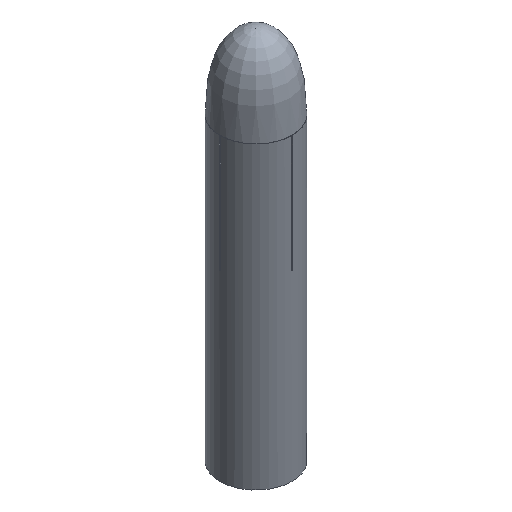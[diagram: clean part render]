
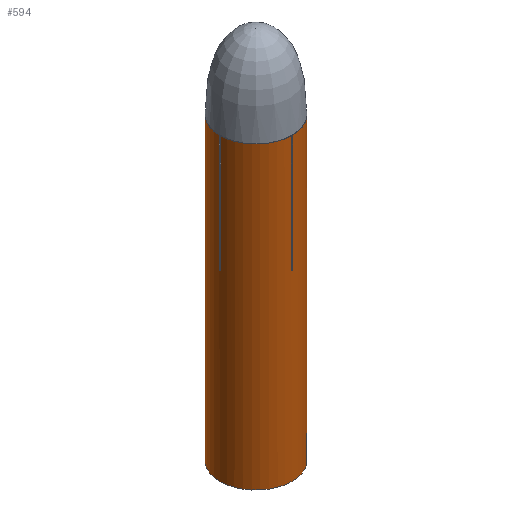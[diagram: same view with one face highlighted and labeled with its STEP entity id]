
A CAD part, isometric view. The second image highlights one B-rep face of the part: STEP entity #594.
In plain terms, the highlighted cylindrical face has radius 12 mm (diameter 24 mm), a partial arc.
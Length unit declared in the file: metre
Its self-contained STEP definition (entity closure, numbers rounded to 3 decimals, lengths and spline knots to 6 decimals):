
#25=CYLINDRICAL_SURFACE('',#662,0.012);
#27=CIRCLE('',#651,0.012);
#28=CIRCLE('',#652,0.012);
#29=CIRCLE('',#654,0.012);
#36=CIRCLE('',#663,0.012);
#37=CIRCLE('',#664,0.012);
#38=CIRCLE('',#665,0.012);
#39=CIRCLE('',#666,0.012);
#40=CIRCLE('',#667,0.012);
#41=CIRCLE('',#668,0.012);
#42=CIRCLE('',#669,0.012);
#43=CIRCLE('',#670,0.012);
#44=CIRCLE('',#671,0.012);
#45=CIRCLE('',#672,0.012);
#46=CIRCLE('',#673,0.012);
#73=ORIENTED_EDGE('',*,*,#243,.F.);
#74=ORIENTED_EDGE('',*,*,#244,.T.);
#75=ORIENTED_EDGE('',*,*,#227,.F.);
#76=ORIENTED_EDGE('',*,*,#245,.T.);
#77=ORIENTED_EDGE('',*,*,#246,.T.);
#78=ORIENTED_EDGE('',*,*,#247,.T.);
#79=ORIENTED_EDGE('',*,*,#248,.F.);
#80=ORIENTED_EDGE('',*,*,#249,.F.);
#81=ORIENTED_EDGE('',*,*,#250,.F.);
#82=ORIENTED_EDGE('',*,*,#251,.F.);
#83=ORIENTED_EDGE('',*,*,#252,.T.);
#84=ORIENTED_EDGE('',*,*,#253,.T.);
#85=ORIENTED_EDGE('',*,*,#254,.F.);
#86=ORIENTED_EDGE('',*,*,#255,.T.);
#87=ORIENTED_EDGE('',*,*,#256,.F.);
#88=ORIENTED_EDGE('',*,*,#257,.F.);
#89=ORIENTED_EDGE('',*,*,#258,.T.);
#90=ORIENTED_EDGE('',*,*,#259,.F.);
#91=ORIENTED_EDGE('',*,*,#223,.F.);
#92=ORIENTED_EDGE('',*,*,#260,.F.);
#93=ORIENTED_EDGE('',*,*,#261,.F.);
#94=ORIENTED_EDGE('',*,*,#262,.T.);
#95=ORIENTED_EDGE('',*,*,#263,.F.);
#96=ORIENTED_EDGE('',*,*,#264,.F.);
#97=ORIENTED_EDGE('',*,*,#265,.F.);
#98=ORIENTED_EDGE('',*,*,#266,.T.);
#99=ORIENTED_EDGE('',*,*,#229,.F.);
#100=ORIENTED_EDGE('',*,*,#267,.F.);
#223=EDGE_CURVE('',#309,#310,#27,.T.);
#227=EDGE_CURVE('',#313,#307,#28,.T.);
#229=EDGE_CURVE('',#314,#316,#29,.T.);
#243=EDGE_CURVE('',#327,#328,#36,.T.);
#244=EDGE_CURVE('',#327,#307,#378,.T.);
#245=EDGE_CURVE('',#313,#329,#379,.T.);
#246=EDGE_CURVE('',#329,#330,#37,.T.);
#247=EDGE_CURVE('',#330,#331,#380,.T.);
#248=EDGE_CURVE('',#332,#331,#38,.T.);
#249=EDGE_CURVE('',#333,#332,#381,.F.);
#250=EDGE_CURVE('',#334,#333,#39,.T.);
#251=EDGE_CURVE('',#335,#334,#382,.F.);
#252=EDGE_CURVE('',#335,#336,#40,.T.);
#253=EDGE_CURVE('',#336,#337,#383,.F.);
#254=EDGE_CURVE('',#338,#337,#41,.T.);
#255=EDGE_CURVE('',#338,#339,#384,.F.);
#256=EDGE_CURVE('',#340,#339,#42,.T.);
#257=EDGE_CURVE('',#341,#340,#385,.T.);
#258=EDGE_CURVE('',#341,#342,#43,.T.);
#259=EDGE_CURVE('',#310,#342,#386,.T.);
#260=EDGE_CURVE('',#343,#309,#387,.T.);
#261=EDGE_CURVE('',#344,#343,#44,.T.);
#262=EDGE_CURVE('',#344,#345,#388,.T.);
#263=EDGE_CURVE('',#346,#345,#45,.T.);
#264=EDGE_CURVE('',#347,#346,#389,.T.);
#265=EDGE_CURVE('',#348,#347,#46,.T.);
#266=EDGE_CURVE('',#348,#316,#390,.T.);
#267=EDGE_CURVE('',#328,#314,#391,.T.);
#307=VERTEX_POINT('',#884);
#309=VERTEX_POINT('',#888);
#310=VERTEX_POINT('',#890);
#313=VERTEX_POINT('',#896);
#314=VERTEX_POINT('',#900);
#316=VERTEX_POINT('',#903);
#327=VERTEX_POINT('',#930);
#328=VERTEX_POINT('',#931);
#329=VERTEX_POINT('',#934);
#330=VERTEX_POINT('',#936);
#331=VERTEX_POINT('',#938);
#332=VERTEX_POINT('',#940);
#333=VERTEX_POINT('',#942);
#334=VERTEX_POINT('',#944);
#335=VERTEX_POINT('',#946);
#336=VERTEX_POINT('',#948);
#337=VERTEX_POINT('',#950);
#338=VERTEX_POINT('',#952);
#339=VERTEX_POINT('',#954);
#340=VERTEX_POINT('',#956);
#341=VERTEX_POINT('',#958);
#342=VERTEX_POINT('',#960);
#343=VERTEX_POINT('',#963);
#344=VERTEX_POINT('',#965);
#345=VERTEX_POINT('',#967);
#346=VERTEX_POINT('',#969);
#347=VERTEX_POINT('',#971);
#348=VERTEX_POINT('',#973);
#378=LINE('',#932,#442);
#379=LINE('',#933,#443);
#380=LINE('',#937,#444);
#381=LINE('',#941,#445);
#382=LINE('',#945,#446);
#383=LINE('',#949,#447);
#384=LINE('',#953,#448);
#385=LINE('',#957,#449);
#386=LINE('',#961,#450);
#387=LINE('',#962,#451);
#388=LINE('',#966,#452);
#389=LINE('',#970,#453);
#390=LINE('',#974,#454);
#391=LINE('',#975,#455);
#442=VECTOR('',#749,1.);
#443=VECTOR('',#750,1.);
#444=VECTOR('',#753,1.);
#445=VECTOR('',#756,1.);
#446=VECTOR('',#759,1.);
#447=VECTOR('',#762,1.);
#448=VECTOR('',#765,1.);
#449=VECTOR('',#768,1.);
#450=VECTOR('',#771,1.);
#451=VECTOR('',#772,1.);
#452=VECTOR('',#775,1.);
#453=VECTOR('',#778,1.);
#454=VECTOR('',#781,1.);
#455=VECTOR('',#782,1.);
#497=EDGE_LOOP('',(#73,#74,#75,#76,#77,#78,#79,#80,#81,#82,#83,#84,#85,
#86,#87,#88,#89,#90,#91,#92,#93,#94,#95,#96,#97,#98,#99,#100));
#531=FACE_BOUND('',#497,.T.);
#594=ADVANCED_FACE('',(#531),#25,.T.);
#651=AXIS2_PLACEMENT_3D('',#889,#712,#713);
#652=AXIS2_PLACEMENT_3D('',#897,#717,#718);
#654=AXIS2_PLACEMENT_3D('',#902,#722,#723);
#662=AXIS2_PLACEMENT_3D('',#928,#745,#746);
#663=AXIS2_PLACEMENT_3D('',#929,#747,#748);
#664=AXIS2_PLACEMENT_3D('',#935,#751,#752);
#665=AXIS2_PLACEMENT_3D('',#939,#754,#755);
#666=AXIS2_PLACEMENT_3D('',#943,#757,#758);
#667=AXIS2_PLACEMENT_3D('',#947,#760,#761);
#668=AXIS2_PLACEMENT_3D('',#951,#763,#764);
#669=AXIS2_PLACEMENT_3D('',#955,#766,#767);
#670=AXIS2_PLACEMENT_3D('',#959,#769,#770);
#671=AXIS2_PLACEMENT_3D('',#964,#773,#774);
#672=AXIS2_PLACEMENT_3D('',#968,#776,#777);
#673=AXIS2_PLACEMENT_3D('',#972,#779,#780);
#712=DIRECTION('',(0.,0.,1.));
#713=DIRECTION('',(1.,0.,0.));
#717=DIRECTION('',(0.,0.,1.));
#718=DIRECTION('',(1.,0.,0.));
#722=DIRECTION('',(0.,0.,1.));
#723=DIRECTION('',(1.,0.,0.));
#745=DIRECTION('',(0.,0.,-1.));
#746=DIRECTION('',(-1.,0.,0.));
#747=DIRECTION('',(0.,0.,1.));
#748=DIRECTION('',(1.,0.,0.));
#749=DIRECTION('',(0.,0.,1.));
#750=DIRECTION('',(0.,0.,-1.));
#751=DIRECTION('',(0.,0.,1.));
#752=DIRECTION('',(1.,0.,0.));
#753=DIRECTION('',(0.,0.,-1.));
#754=DIRECTION('',(0.,0.,1.));
#755=DIRECTION('',(1.,0.,0.));
#756=DIRECTION('',(0.,0.,-1.));
#757=DIRECTION('',(0.,0.,1.));
#758=DIRECTION('',(1.,0.,0.));
#759=DIRECTION('',(0.,0.,-1.));
#760=DIRECTION('',(0.,0.,1.));
#761=DIRECTION('',(1.,0.,0.));
#762=DIRECTION('',(0.,0.,-1.));
#763=DIRECTION('',(0.,0.,1.));
#764=DIRECTION('',(1.,0.,0.));
#765=DIRECTION('',(0.,0.,-1.));
#766=DIRECTION('',(0.,0.,1.));
#767=DIRECTION('',(1.,0.,0.));
#768=DIRECTION('',(0.,0.,-1.));
#769=DIRECTION('',(0.,0.,1.));
#770=DIRECTION('',(1.,0.,0.));
#771=DIRECTION('',(0.,0.,-1.));
#772=DIRECTION('',(0.,0.,1.));
#773=DIRECTION('',(0.,0.,1.));
#774=DIRECTION('',(1.,0.,0.));
#775=DIRECTION('',(0.,0.,1.));
#776=DIRECTION('',(0.,0.,1.));
#777=DIRECTION('',(1.,0.,0.));
#778=DIRECTION('',(0.,0.,1.));
#779=DIRECTION('',(0.,0.,1.));
#780=DIRECTION('',(1.,0.,0.));
#781=DIRECTION('',(0.,0.,1.));
#782=DIRECTION('',(0.,0.,1.));
#884=CARTESIAN_POINT('',(0.00025,0.011997,0.1));
#888=CARTESIAN_POINT('',(0.00025,-0.011997,0.1));
#889=CARTESIAN_POINT('',(0.,0.,0.1));
#890=CARTESIAN_POINT('',(0.011619,-0.003,0.1));
#896=CARTESIAN_POINT('',(0.011619,0.003,0.1));
#897=CARTESIAN_POINT('',(0.,0.,0.1));
#900=CARTESIAN_POINT('',(-0.00025,0.011997,0.1));
#902=CARTESIAN_POINT('',(0.,0.,0.1));
#903=CARTESIAN_POINT('',(-0.011997,0.00025,0.1));
#928=CARTESIAN_POINT('',(0.,0.,0.1));
#929=CARTESIAN_POINT('',(0.,0.,0.061));
#930=CARTESIAN_POINT('',(0.00025,0.011997,0.061));
#931=CARTESIAN_POINT('',(-0.00025,0.011997,0.061));
#932=CARTESIAN_POINT('',(0.00025,0.011997,0.061));
#933=CARTESIAN_POINT('',(0.011619,0.003,0.1));
#934=CARTESIAN_POINT('',(0.011619,0.003,0.061));
#935=CARTESIAN_POINT('',(0.,0.,0.061));
#936=CARTESIAN_POINT('',(0.011552,0.00325,0.061));
#937=CARTESIAN_POINT('',(0.011552,0.00325,0.1));
#938=CARTESIAN_POINT('',(0.011552,0.00325,0.048));
#939=CARTESIAN_POINT('',(0.,0.,0.048));
#940=CARTESIAN_POINT('',(0.011787,0.00225,0.048));
#941=CARTESIAN_POINT('',(0.011787,0.00225,0.1));
#942=CARTESIAN_POINT('',(0.011787,0.00225,0.036));
#943=CARTESIAN_POINT('',(0.,0.,0.036));
#944=CARTESIAN_POINT('',(0.011832,0.002,0.036));
#945=CARTESIAN_POINT('',(0.011832,0.002,0.1));
#946=CARTESIAN_POINT('',(0.011832,0.002,0.));
#947=CARTESIAN_POINT('',(0.,0.,0.));
#948=CARTESIAN_POINT('',(0.011832,-0.002,0.));
#949=CARTESIAN_POINT('',(0.011832,-0.002,0.1));
#950=CARTESIAN_POINT('',(0.011832,-0.002,0.036));
#951=CARTESIAN_POINT('',(0.,0.,0.036));
#952=CARTESIAN_POINT('',(0.011787,-0.00225,0.036));
#953=CARTESIAN_POINT('',(0.011787,-0.00225,0.1));
#954=CARTESIAN_POINT('',(0.011787,-0.00225,0.048));
#955=CARTESIAN_POINT('',(0.,0.,0.048));
#956=CARTESIAN_POINT('',(0.011552,-0.00325,0.048));
#957=CARTESIAN_POINT('',(0.011552,-0.00325,0.1));
#958=CARTESIAN_POINT('',(0.011552,-0.00325,0.061));
#959=CARTESIAN_POINT('',(0.,0.,0.061));
#960=CARTESIAN_POINT('',(0.011619,-0.003,0.061));
#961=CARTESIAN_POINT('',(0.011619,-0.003,0.1));
#962=CARTESIAN_POINT('',(0.00025,-0.011997,0.061));
#963=CARTESIAN_POINT('',(0.00025,-0.011997,0.061));
#964=CARTESIAN_POINT('',(0.,0.,0.061));
#965=CARTESIAN_POINT('',(-0.00025,-0.011997,0.061));
#966=CARTESIAN_POINT('',(-0.00025,-0.011997,0.061));
#967=CARTESIAN_POINT('',(-0.00025,-0.011997,0.1));
#968=CARTESIAN_POINT('',(0.,0.,0.1));
#969=CARTESIAN_POINT('',(-0.011997,-0.00025,0.1));
#970=CARTESIAN_POINT('',(-0.011997,-0.00025,0.061));
#971=CARTESIAN_POINT('',(-0.011997,-0.00025,0.061));
#972=CARTESIAN_POINT('',(0.,0.,0.061));
#973=CARTESIAN_POINT('',(-0.011997,0.00025,0.061));
#974=CARTESIAN_POINT('',(-0.011997,0.00025,0.061));
#975=CARTESIAN_POINT('',(-0.00025,0.011997,0.061));
